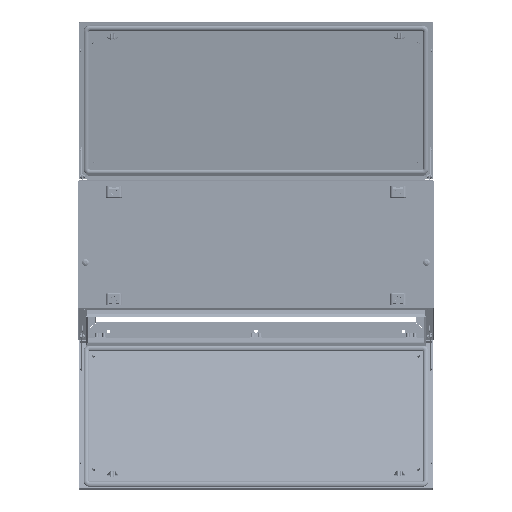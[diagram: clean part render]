
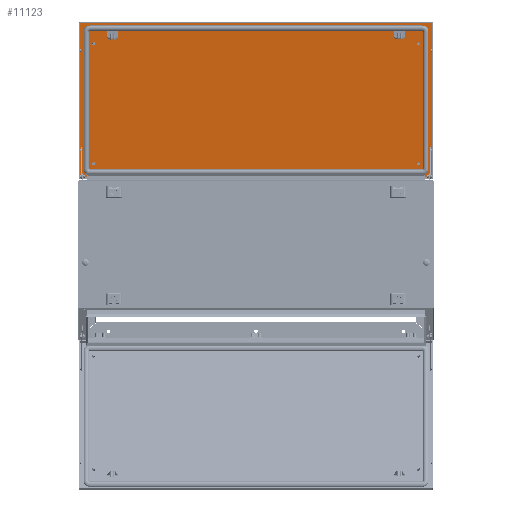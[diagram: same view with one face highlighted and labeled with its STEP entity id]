
A CAD part, top view. The second image highlights one B-rep face of the part: STEP entity #11123.
In plain terms, the highlighted face is planar.
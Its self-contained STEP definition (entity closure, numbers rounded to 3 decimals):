
#11123 = ADVANCED_FACE ( 'NONE', ( #150279 ), #23723, .T. ) ;
#23716 = CARTESIAN_POINT ( 'NONE',  ( -219.5, -496.5, 2. ) ) ;
#23723 = PLANE ( 'NONE',  #86544 ) ;
#23726 = DIRECTION ( 'NONE',  ( 0., 0., 1. ) ) ;
#23728 = DIRECTION ( 'NONE',  ( 1., 0., 0. ) ) ;
#35468 = CARTESIAN_POINT ( 'NONE',  ( -218.5, -495.5, 2. ) ) ;
#35767 = CARTESIAN_POINT ( 'NONE',  ( 218.5, 495.5, 2. ) ) ;
#36124 = CARTESIAN_POINT ( 'NONE',  ( -218.5, 495.5, 2. ) ) ;
#36142 = CARTESIAN_POINT ( 'NONE',  ( 218.5, -495.5, 2. ) ) ;
#86544 = AXIS2_PLACEMENT_3D ( 'NONE', #23716, #23726, #23728 ) ;
#92734 = EDGE_CURVE ( 'NONE', #102569, #101962, #145374, .T. ) ;
#92736 = EDGE_CURVE ( 'NONE', #102329, #102569, #145350, .T. ) ;
#92739 = EDGE_CURVE ( 'NONE', #102559, #102329, #145378, .T. ) ;
#92741 = EDGE_CURVE ( 'NONE', #101962, #102559, #145382, .T. ) ;
#101962 = VERTEX_POINT ( 'NONE', #35468 ) ;
#102329 = VERTEX_POINT ( 'NONE', #35767 ) ;
#102559 = VERTEX_POINT ( 'NONE', #36124 ) ;
#102569 = VERTEX_POINT ( 'NONE', #36142 ) ;
#128163 = ORIENTED_EDGE ( 'NONE', *, *, #92741, .F. ) ;
#128165 = ORIENTED_EDGE ( 'NONE', *, *, #92739, .F. ) ;
#128167 = ORIENTED_EDGE ( 'NONE', *, *, #92736, .F. ) ;
#128169 = ORIENTED_EDGE ( 'NONE', *, *, #92734, .F. ) ;
#145350 = LINE ( 'NONE', #157172, #145380 ) ;
#145374 = LINE ( 'NONE', #157161, #145376 ) ;
#145376 = VECTOR ( 'NONE', #157164, 1000. ) ;
#145378 = LINE ( 'NONE', #157177, #145384 ) ;
#145380 = VECTOR ( 'NONE', #157170, 1000. ) ;
#145382 = LINE ( 'NONE', #157179, #145387 ) ;
#145384 = VECTOR ( 'NONE', #157175, 1000. ) ;
#145387 = VECTOR ( 'NONE', #157181, 1000. ) ;
#150279 = FACE_OUTER_BOUND ( 'NONE', #159667, .T. ) ;
#157161 = CARTESIAN_POINT ( 'NONE',  ( 219.5, -495.5, 2. ) ) ;
#157164 = DIRECTION ( 'NONE',  ( -1., 0., 0. ) ) ;
#157170 = DIRECTION ( 'NONE',  ( 0., -1., 0. ) ) ;
#157172 = CARTESIAN_POINT ( 'NONE',  ( 218.5, 495.5, 2. ) ) ;
#157175 = DIRECTION ( 'NONE',  ( 1., 0., 0. ) ) ;
#157177 = CARTESIAN_POINT ( 'NONE',  ( -219.5, 495.5, 2. ) ) ;
#157179 = CARTESIAN_POINT ( 'NONE',  ( -218.5, -495.5, 2. ) ) ;
#157181 = DIRECTION ( 'NONE',  ( 0., 1., 0. ) ) ;
#159667 = EDGE_LOOP ( 'NONE', ( #128169, #128167, #128165, #128163 ) ) ;
